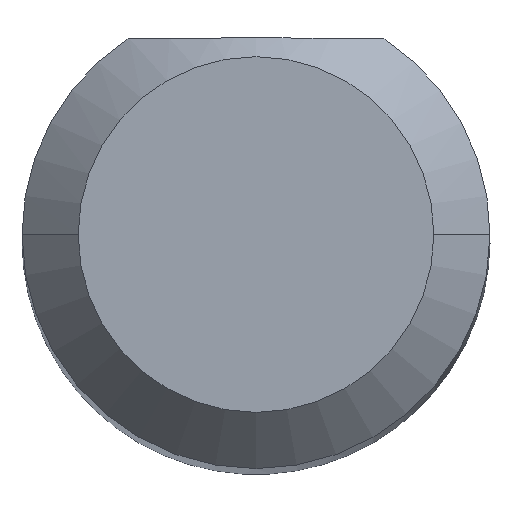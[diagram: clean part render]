
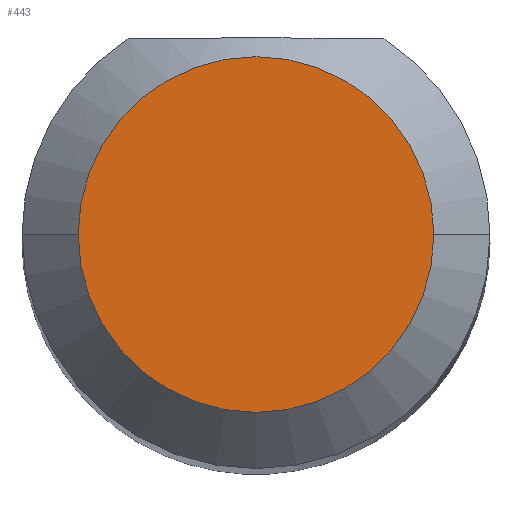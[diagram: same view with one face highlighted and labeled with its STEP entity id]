
A CAD part, top view. The second image highlights one B-rep face of the part: STEP entity #443.
In plain terms, the highlighted planar face has unit normal (0, 0, 1).
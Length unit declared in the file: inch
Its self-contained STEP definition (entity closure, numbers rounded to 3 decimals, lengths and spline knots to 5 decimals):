
#41 = CIRCLE ( 'NONE', #291, 0.0475 ) ;
#92 = CARTESIAN_POINT ( 'NONE',  ( 0., 0., 1.5 ) ) ;
#99 = DIRECTION ( 'NONE',  ( 1., 0., 0. ) ) ;
#130 = DIRECTION ( 'NONE',  ( 0., 0., 1. ) ) ;
#157 = DIRECTION ( 'NONE',  ( 1., 0., 0. ) ) ;
#187 = EDGE_CURVE ( 'NONE', #297, #427, #530, .T. ) ;
#216 = PLANE ( 'NONE',  #265 ) ;
#259 = AXIS2_PLACEMENT_3D ( 'NONE', #351, #479, #157 ) ;
#262 = CARTESIAN_POINT ( 'NONE',  ( -0.0475, 0., 1.5 ) ) ;
#265 = AXIS2_PLACEMENT_3D ( 'NONE', #404, #130, #459 ) ;
#291 = AXIS2_PLACEMENT_3D ( 'NONE', #92, #367, #99 ) ;
#297 = VERTEX_POINT ( 'NONE', #262 ) ;
#351 = CARTESIAN_POINT ( 'NONE',  ( 0., 0., 1.5 ) ) ;
#367 = DIRECTION ( 'NONE',  ( 0., 0., 1. ) ) ;
#404 = CARTESIAN_POINT ( 'NONE',  ( 0., 0., 1.5 ) ) ;
#427 = VERTEX_POINT ( 'NONE', #504 ) ;
#431 = ORIENTED_EDGE ( 'NONE', *, *, #482, .T. ) ;
#443 = ADVANCED_FACE ( 'NONE', ( #509 ), #216, .T. ) ;
#454 = EDGE_LOOP ( 'NONE', ( #468, #431 ) ) ;
#459 = DIRECTION ( 'NONE',  ( 1., 0., 0. ) ) ;
#468 = ORIENTED_EDGE ( 'NONE', *, *, #187, .T. ) ;
#479 = DIRECTION ( 'NONE',  ( 0., 0., 1. ) ) ;
#482 = EDGE_CURVE ( 'NONE', #427, #297, #41, .T. ) ;
#504 = CARTESIAN_POINT ( 'NONE',  ( 0.0475, 0., 1.5 ) ) ;
#509 = FACE_OUTER_BOUND ( 'NONE', #454, .T. ) ;
#530 = CIRCLE ( 'NONE', #259, 0.0475 ) ;
